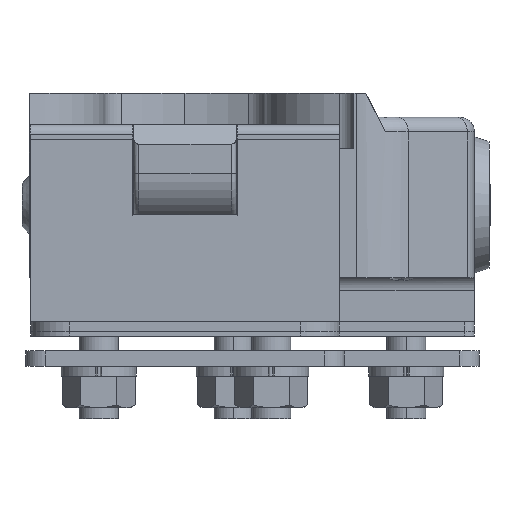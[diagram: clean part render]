
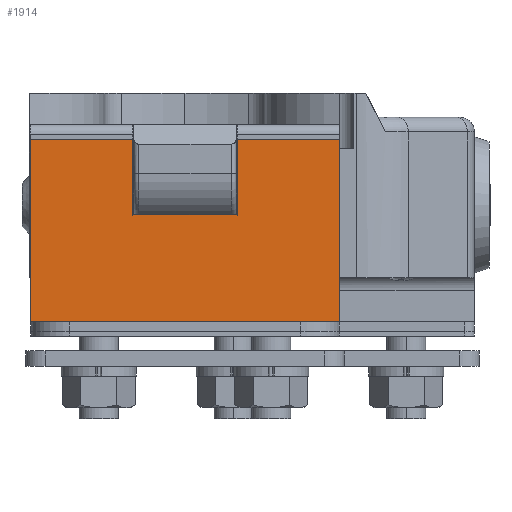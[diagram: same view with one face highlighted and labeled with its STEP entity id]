
A CAD part, left-side view. The second image highlights one B-rep face of the part: STEP entity #1914.
In plain terms, the highlighted face is planar.
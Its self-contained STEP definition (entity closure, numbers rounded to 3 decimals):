
#216 = ORIENTED_EDGE ( 'NONE', *, *, #1276, .F. ) ;
#219 = ORIENTED_EDGE ( 'NONE', *, *, #1277, .T. ) ;
#220 = ORIENTED_EDGE ( 'NONE', *, *, #1275, .T. ) ;
#221 = ORIENTED_EDGE ( 'NONE', *, *, #1278, .F. ) ;
#222 = ORIENTED_EDGE ( 'NONE', *, *, #1279, .F. ) ;
#223 = ORIENTED_EDGE ( 'NONE', *, *, #1269, .T. ) ;
#224 = ORIENTED_EDGE ( 'NONE', *, *, #1280, .T. ) ;
#226 = ORIENTED_EDGE ( 'NONE', *, *, #1281, .F. ) ;
#1269 = EDGE_CURVE ( 'NONE', #2622, #2621, #6428, .T. ) ;
#1275 = EDGE_CURVE ( 'NONE', #2624, #2626, #6446, .T. ) ;
#1276 = EDGE_CURVE ( 'NONE', #2624, #2625, #6449, .T. ) ;
#1277 = EDGE_CURVE ( 'NONE', #2626, #2627, #6452, .T. ) ;
#1278 = EDGE_CURVE ( 'NONE', #2628, #2627, #6455, .T. ) ;
#1279 = EDGE_CURVE ( 'NONE', #2622, #2628, #6458, .T. ) ;
#1280 = EDGE_CURVE ( 'NONE', #2621, #2629, #6461, .T. ) ;
#1281 = EDGE_CURVE ( 'NONE', #2625, #2629, #6464, .T. ) ;
#1914 = ADVANCED_FACE ( 'NONE', ( #11114 ), #10568, .F. ) ;
#2621 = VERTEX_POINT ( 'NONE', #11998 ) ;
#2622 = VERTEX_POINT ( 'NONE', #11999 ) ;
#2624 = VERTEX_POINT ( 'NONE', #12001 ) ;
#2625 = VERTEX_POINT ( 'NONE', #12002 ) ;
#2626 = VERTEX_POINT ( 'NONE', #12003 ) ;
#2627 = VERTEX_POINT ( 'NONE', #12004 ) ;
#2628 = VERTEX_POINT ( 'NONE', #12005 ) ;
#2629 = VERTEX_POINT ( 'NONE', #12006 ) ;
#3814 = EDGE_LOOP ( 'NONE', ( #216, #220, #219, #221, #222, #223, #224, #226 ) ) ;
#6428 = LINE ( 'NONE', #6429, #7927 ) ;
#6429 = CARTESIAN_POINT ( 'NONE',  ( -30.5, -10.25, 31.75 ) ) ;
#6430 = DIRECTION ( 'NONE',  ( 0., 0., -1. ) ) ;
#6446 = LINE ( 'NONE', #6447, #7933 ) ;
#6447 = CARTESIAN_POINT ( 'NONE',  ( -8.5, -10.25, -10.75 ) ) ;
#6448 = DIRECTION ( 'NONE',  ( 0., 0., 1. ) ) ;
#6449 = LINE ( 'NONE', #6450, #7934 ) ;
#6450 = CARTESIAN_POINT ( 'NONE',  ( -8.5, -10.25, -10.75 ) ) ;
#6451 = DIRECTION ( 'NONE',  ( 1., 0., 0. ) ) ;
#6452 = LINE ( 'NONE', #6453, #7935 ) ;
#6453 = CARTESIAN_POINT ( 'NONE',  ( -8.5, -10.25, 10.75 ) ) ;
#6454 = DIRECTION ( 'NONE',  ( 1., 0., 0. ) ) ;
#6455 = LINE ( 'NONE', #6456, #7936 ) ;
#6456 = CARTESIAN_POINT ( 'NONE',  ( 7., -10.25, 31.75 ) ) ;
#6457 = DIRECTION ( 'NONE',  ( 0., 0., -1. ) ) ;
#6458 = LINE ( 'NONE', #6459, #7937 ) ;
#6459 = CARTESIAN_POINT ( 'NONE',  ( -30.5, -10.25, 31.75 ) ) ;
#6460 = DIRECTION ( 'NONE',  ( 1., 0., 0. ) ) ;
#6461 = LINE ( 'NONE', #6462, #7938 ) ;
#6462 = CARTESIAN_POINT ( 'NONE',  ( -30.5, -10.25, -31.75 ) ) ;
#6463 = DIRECTION ( 'NONE',  ( 1., 0., 0. ) ) ;
#6464 = LINE ( 'NONE', #6465, #7939 ) ;
#6465 = CARTESIAN_POINT ( 'NONE',  ( 7., -10.25, 31.75 ) ) ;
#6466 = DIRECTION ( 'NONE',  ( 0., 0., -1. ) ) ;
#7927 = VECTOR ( 'NONE', #6430, 1000. ) ;
#7933 = VECTOR ( 'NONE', #6448, 1000. ) ;
#7934 = VECTOR ( 'NONE', #6451, 1000. ) ;
#7935 = VECTOR ( 'NONE', #6454, 1000. ) ;
#7936 = VECTOR ( 'NONE', #6457, 1000. ) ;
#7937 = VECTOR ( 'NONE', #6460, 1000. ) ;
#7938 = VECTOR ( 'NONE', #6463, 1000. ) ;
#7939 = VECTOR ( 'NONE', #6466, 1000. ) ;
#10568 = PLANE ( 'NONE',  #11119 ) ;
#10569 = CARTESIAN_POINT ( 'NONE',  ( -30.5, -10.25, 31.75 ) ) ;
#10570 = DIRECTION ( 'NONE',  ( 0., 1., 0. ) ) ;
#10571 = DIRECTION ( 'NONE',  ( 0., 0., 1. ) ) ;
#11114 = FACE_OUTER_BOUND ( 'NONE', #3814, .T. ) ;
#11119 = AXIS2_PLACEMENT_3D ( 'NONE', #10569, #10570, #10571 ) ;
#11998 = CARTESIAN_POINT ( 'NONE',  ( -30.5, -10.25, -31.75 ) ) ;
#11999 = CARTESIAN_POINT ( 'NONE',  ( -30.5, -10.25, 31.75 ) ) ;
#12001 = CARTESIAN_POINT ( 'NONE',  ( -8.5, -10.25, -10.75 ) ) ;
#12002 = CARTESIAN_POINT ( 'NONE',  ( 7., -10.25, -10.75 ) ) ;
#12003 = CARTESIAN_POINT ( 'NONE',  ( -8.5, -10.25, 10.75 ) ) ;
#12004 = CARTESIAN_POINT ( 'NONE',  ( 7., -10.25, 10.75 ) ) ;
#12005 = CARTESIAN_POINT ( 'NONE',  ( 7., -10.25, 31.75 ) ) ;
#12006 = CARTESIAN_POINT ( 'NONE',  ( 7., -10.25, -31.75 ) ) ;
